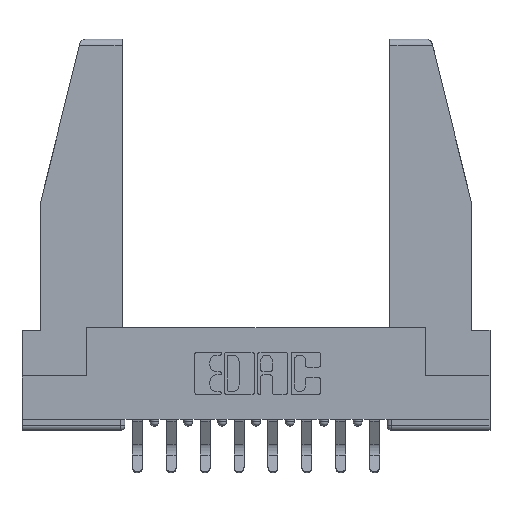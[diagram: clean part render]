
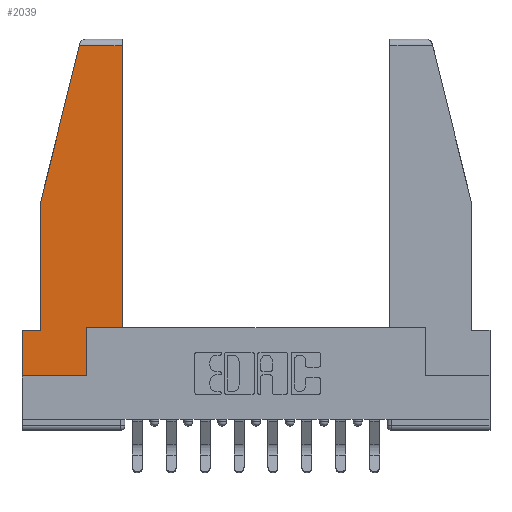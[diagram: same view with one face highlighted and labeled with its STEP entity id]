
A CAD part, top view. The second image highlights one B-rep face of the part: STEP entity #2039.
In plain terms, the highlighted planar face has unit normal (0, 0, 1).
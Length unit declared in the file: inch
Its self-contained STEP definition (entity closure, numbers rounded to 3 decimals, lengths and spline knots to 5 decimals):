
#92 = ORIENTED_EDGE ( 'NONE', *, *, #1008, .T. ) ;
#167 = VERTEX_POINT ( 'NONE', #4370 ) ;
#662 = EDGE_CURVE ( 'NONE', #11934, #9223, #13103, .T. ) ;
#803 = CARTESIAN_POINT ( 'NONE',  ( 0.297, 0.223, 0. ) ) ;
#871 = CARTESIAN_POINT ( 'NONE',  ( 0.461, 0.223, 0. ) ) ;
#1008 = EDGE_CURVE ( 'NONE', #9223, #7497, #6920, .T. ) ;
#1184 = LINE ( 'NONE', #11663, #11402 ) ;
#1515 = CARTESIAN_POINT ( 'NONE',  ( 0.461, 1.52, 0. ) ) ;
#1537 = VECTOR ( 'NONE', #13415, 39.37008 ) ;
#1950 = VECTOR ( 'NONE', #11337, 39.37008 ) ;
#2032 = LINE ( 'NONE', #5016, #7069 ) ;
#2039 = ADVANCED_FACE ( 'NONE', ( #10380 ), #5132, .T. ) ;
#2070 = DIRECTION ( 'NONE',  ( 1., 0., 0. ) ) ;
#2134 = EDGE_CURVE ( 'NONE', #3631, #9405, #10876, .T. ) ;
#2339 = CARTESIAN_POINT ( 'NONE',  ( 0.2636, 1.52, 0. ) ) ;
#2506 = DIRECTION ( 'NONE',  ( -1., 0., 0. ) ) ;
#2723 = LINE ( 'NONE', #13345, #9905 ) ;
#2881 = DIRECTION ( 'NONE',  ( 0., 0., 1. ) ) ;
#2976 = DIRECTION ( 'NONE',  ( 1., 0., 0. ) ) ;
#2983 = DIRECTION ( 'NONE',  ( 0., 1., 0. ) ) ;
#3043 = VERTEX_POINT ( 'NONE', #1515 ) ;
#3108 = DIRECTION ( 'NONE',  ( 0., 1., 0. ) ) ;
#3479 = LINE ( 'NONE', #8258, #1950 ) ;
#3631 = VERTEX_POINT ( 'NONE', #13298 ) ;
#3724 = EDGE_CURVE ( 'NONE', #10303, #11934, #10399, .T. ) ;
#4302 = EDGE_CURVE ( 'NONE', #9405, #12343, #1184, .T. ) ;
#4370 = CARTESIAN_POINT ( 'NONE',  ( 0., 0., 0. ) ) ;
#4468 = AXIS2_PLACEMENT_3D ( 'NONE', #12692, #2881, #7340 ) ;
#4823 = EDGE_CURVE ( 'NONE', #7497, #167, #2032, .T. ) ;
#5016 = CARTESIAN_POINT ( 'NONE',  ( 0., 0.21, 0. ) ) ;
#5132 = PLANE ( 'NONE',  #4468 ) ;
#5146 = ORIENTED_EDGE ( 'NONE', *, *, #5536, .T. ) ;
#5295 = ORIENTED_EDGE ( 'NONE', *, *, #4302, .T. ) ;
#5536 = EDGE_CURVE ( 'NONE', #12343, #3043, #10026, .T. ) ;
#6113 = ORIENTED_EDGE ( 'NONE', *, *, #7408, .T. ) ;
#6286 = CARTESIAN_POINT ( 'NONE',  ( 0., 0.21, 0. ) ) ;
#6639 = ORIENTED_EDGE ( 'NONE', *, *, #662, .T. ) ;
#6751 = CARTESIAN_POINT ( 'NONE',  ( 0., 0.21, 0. ) ) ;
#6920 = LINE ( 'NONE', #6751, #9257 ) ;
#7069 = VECTOR ( 'NONE', #9366, 39.37008 ) ;
#7208 = CARTESIAN_POINT ( 'NONE',  ( 0.086, 0.8, 0. ) ) ;
#7340 = DIRECTION ( 'NONE',  ( 1., 0., 0. ) ) ;
#7379 = ORIENTED_EDGE ( 'NONE', *, *, #3724, .T. ) ;
#7408 = EDGE_CURVE ( 'NONE', #3043, #10303, #3479, .T. ) ;
#7497 = VERTEX_POINT ( 'NONE', #6286 ) ;
#8258 = CARTESIAN_POINT ( 'NONE',  ( 0., 1.52, 0. ) ) ;
#8621 = ORIENTED_EDGE ( 'NONE', *, *, #9980, .T. ) ;
#9015 = DIRECTION ( 'NONE',  ( -0.239, -0.971, 0. ) ) ;
#9223 = VERTEX_POINT ( 'NONE', #13361 ) ;
#9257 = VECTOR ( 'NONE', #2506, 39.37008 ) ;
#9356 = CARTESIAN_POINT ( 'NONE',  ( 0.086, 0.8, 0. ) ) ;
#9366 = DIRECTION ( 'NONE',  ( 0., -1., 0. ) ) ;
#9405 = VERTEX_POINT ( 'NONE', #803 ) ;
#9531 = EDGE_LOOP ( 'NONE', ( #5146, #6113, #7379, #6639, #92, #11550, #8621, #10655, #5295 ) ) ;
#9905 = VECTOR ( 'NONE', #2976, 39.37008 ) ;
#9980 = EDGE_CURVE ( 'NONE', #167, #3631, #2723, .T. ) ;
#10026 = LINE ( 'NONE', #871, #12534 ) ;
#10303 = VERTEX_POINT ( 'NONE', #2339 ) ;
#10380 = FACE_OUTER_BOUND ( 'NONE', #9531, .T. ) ;
#10399 = LINE ( 'NONE', #10618, #10907 ) ;
#10618 = CARTESIAN_POINT ( 'NONE',  ( 0.271, 1.55, 0. ) ) ;
#10655 = ORIENTED_EDGE ( 'NONE', *, *, #2134, .T. ) ;
#10876 = LINE ( 'NONE', #12643, #11554 ) ;
#10907 = VECTOR ( 'NONE', #9015, 39.37008 ) ;
#11193 = CARTESIAN_POINT ( 'NONE',  ( 0.461, 0.223, 0. ) ) ;
#11337 = DIRECTION ( 'NONE',  ( -1., 0., 0. ) ) ;
#11402 = VECTOR ( 'NONE', #2070, 39.37008 ) ;
#11550 = ORIENTED_EDGE ( 'NONE', *, *, #4823, .T. ) ;
#11554 = VECTOR ( 'NONE', #2983, 39.37008 ) ;
#11663 = CARTESIAN_POINT ( 'NONE',  ( 0.297, 0.223, 0. ) ) ;
#11934 = VERTEX_POINT ( 'NONE', #9356 ) ;
#12343 = VERTEX_POINT ( 'NONE', #11193 ) ;
#12534 = VECTOR ( 'NONE', #3108, 39.37008 ) ;
#12643 = CARTESIAN_POINT ( 'NONE',  ( 0.297, 0., 0. ) ) ;
#12692 = CARTESIAN_POINT ( 'NONE',  ( 0., 0., 0. ) ) ;
#13103 = LINE ( 'NONE', #7208, #1537 ) ;
#13298 = CARTESIAN_POINT ( 'NONE',  ( 0.297, 0., 0. ) ) ;
#13345 = CARTESIAN_POINT ( 'NONE',  ( 0., 0., 0. ) ) ;
#13361 = CARTESIAN_POINT ( 'NONE',  ( 0.086, 0.21, 0. ) ) ;
#13415 = DIRECTION ( 'NONE',  ( 0., -1., 0. ) ) ;
